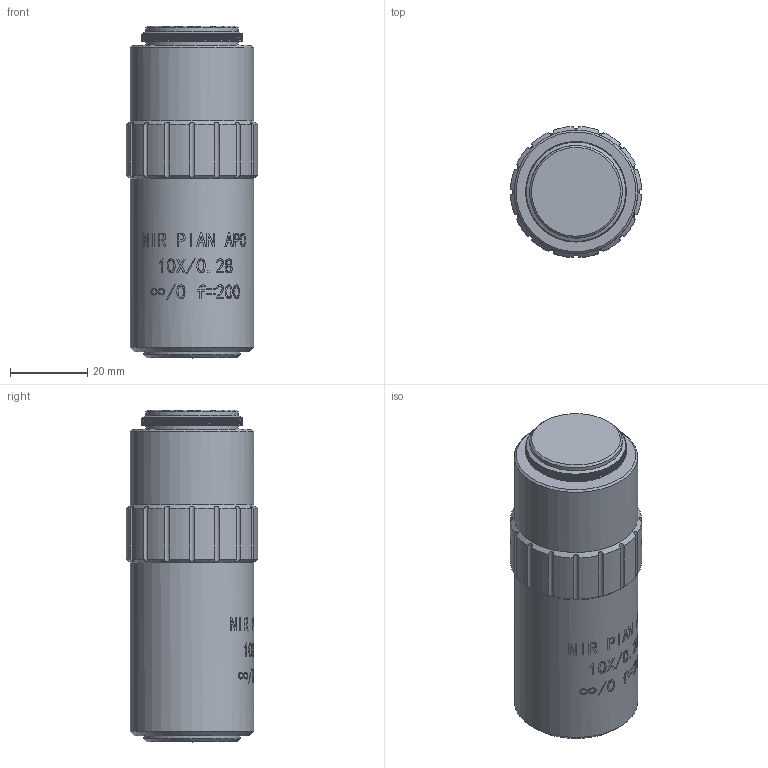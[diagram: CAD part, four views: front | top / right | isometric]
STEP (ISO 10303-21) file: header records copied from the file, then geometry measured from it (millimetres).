
FILE_DESCRIPTION (( 'STEP AP203' ), '1' );
FILE_NAME ('690036.STEP', '2024-07-12T01:56:37', ( 'Windows User' ), ( 'P R C' ), 'SwSTEP 2.0', 'SolidWorks 2020', '' );
FILE_SCHEMA (( 'CONFIG_CONTROL_DESIGN' ));
Length unit declared in the file: millimetre
Products named in the file (1): 690036
Bounding box: 33.97 x 33.97 x 85.96 mm (x, y, z)
Volume: 68264.7 mm3; surface area: 14754.2 mm2
Topology: 3 solids, 3 shells, 316 faces, 795 edges, 528 vertices
Faces by surface type: bspline 214, cylinder 81, plane 13, cone 7, sphere 1
Full cylindrical faces by diameter (mm): 21.905 x1, 24 x2, 25 x1, 32 x2
Entity records: 31277 total; most frequent: CARTESIAN_POINT 25690, ORIENTED_EDGE 1524, EDGE_CURVE 762, B_SPLINE_CURVE_WITH_KNOTS 671, VERTEX_POINT 521, EDGE_LOOP 387, DIRECTION 344, FACE_OUTER_BOUND 334
